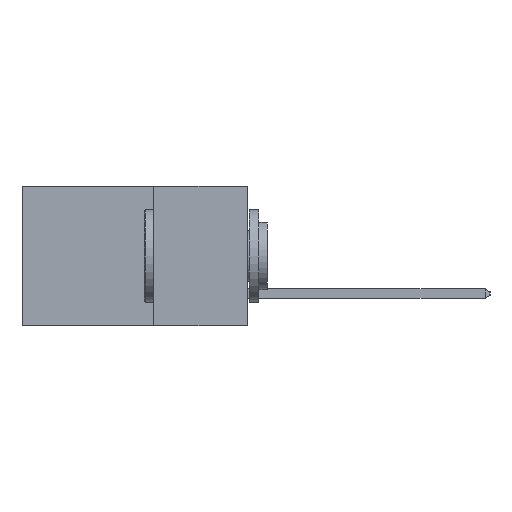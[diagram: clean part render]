
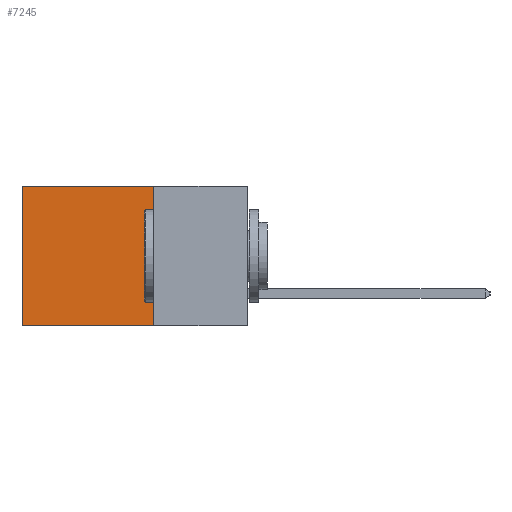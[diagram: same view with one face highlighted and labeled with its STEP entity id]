
A CAD part, left-side view. The second image highlights one B-rep face of the part: STEP entity #7245.
In plain terms, the highlighted planar face has unit normal (-1, 0, 0).
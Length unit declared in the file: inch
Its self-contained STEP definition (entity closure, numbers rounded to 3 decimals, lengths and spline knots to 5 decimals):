
#749 = VERTEX_POINT ( 'NONE', #4348 ) ;
#1300 = CARTESIAN_POINT ( 'NONE',  ( 0.2615, 0.25, -0.37 ) ) ;
#1377 = AXIS2_PLACEMENT_3D ( 'NONE', #20470, #20410, #20407 ) ;
#1565 = PLANE ( 'NONE',  #1377 ) ;
#3090 = VECTOR ( 'NONE', #8328, 39.37008 ) ;
#3863 = VERTEX_POINT ( 'NONE', #20000 ) ;
#4014 = ORIENTED_EDGE ( 'NONE', *, *, #14457, .T. ) ;
#4348 = CARTESIAN_POINT ( 'NONE',  ( 0.2615, 0.25, -0.37 ) ) ;
#5552 = DIRECTION ( 'NONE',  ( 0., 1., 0. ) ) ;
#5970 = CARTESIAN_POINT ( 'NONE',  ( 0.2615, 0.25, -0.37 ) ) ;
#6916 = FACE_OUTER_BOUND ( 'NONE', #9819, .T. ) ;
#7245 = ADVANCED_FACE ( 'NONE', ( #6916 ), #1565, .F. ) ;
#7548 = ORIENTED_EDGE ( 'NONE', *, *, #10567, .F. ) ;
#8289 = EDGE_CURVE ( 'NONE', #21903, #20482, #14204, .T. ) ;
#8328 = DIRECTION ( 'NONE',  ( 0., 0., -1. ) ) ;
#9089 = VECTOR ( 'NONE', #16116, 39.37008 ) ;
#9819 = EDGE_LOOP ( 'NONE', ( #4014, #7548, #16418, #21711 ) ) ;
#10567 = EDGE_CURVE ( 'NONE', #749, #3863, #20781, .T. ) ;
#11997 = CARTESIAN_POINT ( 'NONE',  ( 0.2615, 0.6, 0. ) ) ;
#12061 = LINE ( 'NONE', #18228, #20394 ) ;
#12758 = CARTESIAN_POINT ( 'NONE',  ( 0.2615, 0.25, 0. ) ) ;
#12947 = LINE ( 'NONE', #1300, #3090 ) ;
#14204 = LINE ( 'NONE', #16924, #9089 ) ;
#14457 = EDGE_CURVE ( 'NONE', #20482, #3863, #12061, .T. ) ;
#16116 = DIRECTION ( 'NONE',  ( 0., 1., 0. ) ) ;
#16383 = VECTOR ( 'NONE', #5552, 39.37008 ) ;
#16418 = ORIENTED_EDGE ( 'NONE', *, *, #21561, .F. ) ;
#16924 = CARTESIAN_POINT ( 'NONE',  ( 0.2615, 0.25, 0. ) ) ;
#18152 = DIRECTION ( 'NONE',  ( 0., 0., -1. ) ) ;
#18228 = CARTESIAN_POINT ( 'NONE',  ( 0.2615, 0.6, -0.37 ) ) ;
#20000 = CARTESIAN_POINT ( 'NONE',  ( 0.2615, 0.6, -0.37 ) ) ;
#20394 = VECTOR ( 'NONE', #18152, 39.37008 ) ;
#20407 = DIRECTION ( 'NONE',  ( 0., 0., -1. ) ) ;
#20410 = DIRECTION ( 'NONE',  ( 1., 0., 0. ) ) ;
#20470 = CARTESIAN_POINT ( 'NONE',  ( 0.2615, 0.25, -0.37 ) ) ;
#20482 = VERTEX_POINT ( 'NONE', #11997 ) ;
#20781 = LINE ( 'NONE', #5970, #16383 ) ;
#21561 = EDGE_CURVE ( 'NONE', #21903, #749, #12947, .T. ) ;
#21711 = ORIENTED_EDGE ( 'NONE', *, *, #8289, .T. ) ;
#21903 = VERTEX_POINT ( 'NONE', #12758 ) ;
